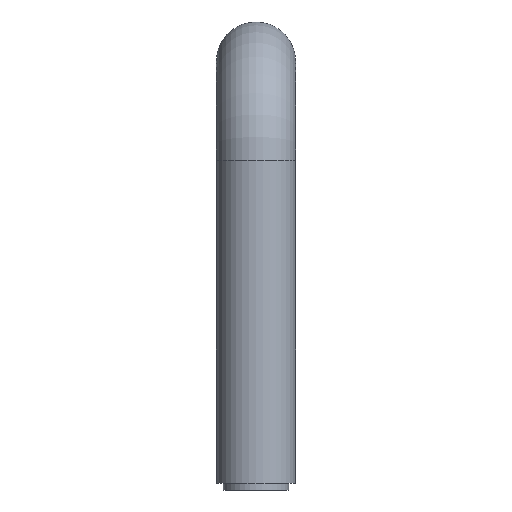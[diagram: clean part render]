
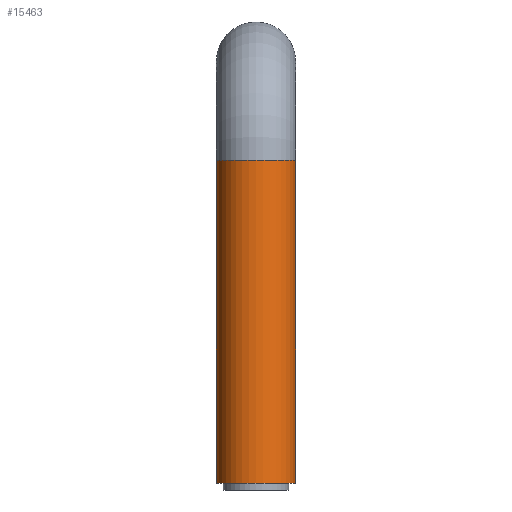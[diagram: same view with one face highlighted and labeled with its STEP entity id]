
A CAD part, front view. The second image highlights one B-rep face of the part: STEP entity #15463.
In plain terms, the highlighted cylindrical face has radius 6 mm (diameter 12 mm), a full revolution.
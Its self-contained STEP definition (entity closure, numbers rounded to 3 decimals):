
#1223 = DIRECTION ( 'NONE',  ( 0., 1., 0. ) ) ;
#1621 = DIRECTION ( 'NONE',  ( 0., 0., 1. ) ) ;
#3526 = CYLINDRICAL_SURFACE ( 'NONE', #8021, 6. ) ;
#3859 = ORIENTED_EDGE ( 'NONE', *, *, #5681, .F. ) ;
#4110 = CIRCLE ( 'NONE', #7901, 6. ) ;
#4425 = CIRCLE ( 'NONE', #5851, 6. ) ;
#5681 = EDGE_CURVE ( 'NONE', #6316, #6316, #4425, .T. ) ;
#5758 = EDGE_LOOP ( 'NONE', ( #10791 ) ) ;
#5851 = AXIS2_PLACEMENT_3D ( 'NONE', #12890, #10607, #10714 ) ;
#6271 = CARTESIAN_POINT ( 'NONE',  ( 0., 6., 1. ) ) ;
#6316 = VERTEX_POINT ( 'NONE', #6271 ) ;
#6672 = FACE_OUTER_BOUND ( 'NONE', #5758, .T. ) ;
#7059 = FACE_OUTER_BOUND ( 'NONE', #14596, .T. ) ;
#7901 = AXIS2_PLACEMENT_3D ( 'NONE', #12529, #1621, #13595 ) ;
#8021 = AXIS2_PLACEMENT_3D ( 'NONE', #13300, #14559, #1223 ) ;
#10607 = DIRECTION ( 'NONE',  ( 0., 0., -1. ) ) ;
#10714 = DIRECTION ( 'NONE',  ( 0., 1., 0. ) ) ;
#10791 = ORIENTED_EDGE ( 'NONE', *, *, #13142, .F. ) ;
#11864 = VERTEX_POINT ( 'NONE', #12240 ) ;
#12240 = CARTESIAN_POINT ( 'NONE',  ( 6., 0., 50. ) ) ;
#12529 = CARTESIAN_POINT ( 'NONE',  ( 0., 0., 50. ) ) ;
#12890 = CARTESIAN_POINT ( 'NONE',  ( 0., 0., 1. ) ) ;
#13142 = EDGE_CURVE ( 'NONE', #11864, #11864, #4110, .T. ) ;
#13300 = CARTESIAN_POINT ( 'NONE',  ( 0., 0., 50. ) ) ;
#13595 = DIRECTION ( 'NONE',  ( 1., 0., 0. ) ) ;
#14559 = DIRECTION ( 'NONE',  ( 0., 0., -1. ) ) ;
#14596 = EDGE_LOOP ( 'NONE', ( #3859 ) ) ;
#15463 = ADVANCED_FACE ( 'NONE', ( #7059, #6672 ), #3526, .T. ) ;
